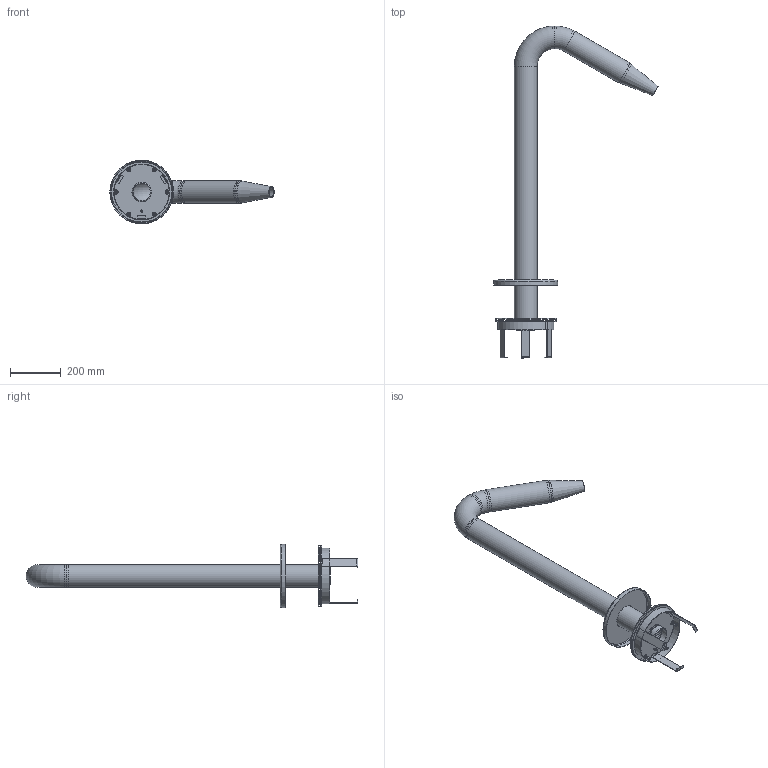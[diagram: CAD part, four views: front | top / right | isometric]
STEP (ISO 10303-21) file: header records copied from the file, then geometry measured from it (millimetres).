
FILE_DESCRIPTION (( 'STEP AP203' ), '1' );
FILE_NAME ('ÂÏ.12 - Âîäÿíàÿ ïóøêà.STEP', '2025-04-29T11:10:38', ( '' ), ( '' ), 'SwSTEP 2.0', 'SolidWorks 2022', '' );
FILE_SCHEMA (( 'CONFIG_CONTROL_DESIGN' ));
Length unit declared in the file: millimetre
Products named in the file (22): ВП.12 - Водяная пушка; Шайба 4 А2 DIN127; Заклепка-гайка с цилиндр. буртиком глухая М8; ВП.50.002.00.004 Ножка к закладной водопада; ВГ30.002.00.000СБ - Закладная; ВГ30.002.00.002 - Сгон G2 1_2; Переход концентрический 88,9х42,4х2; ВГ30.001.00.002 - Труба; Отвод 88,9х2; ВГ30.001.00.004 - Вставка; ВП.12.001.00.00СБ - Излив; Шайба 4,3 А2 DIN125; Болт M4x12 А2 DIN933; ВП.12.001.00.001 - Отвод 30гр.; ВП.12.001.00.002 - Труба; ВГ30.001.00.005 - Чашка; ВГ30.002.00.001 - Основание низ; Гайка M4 А2 DIN934; Винт M8 x 25 А2 DIN 7991; ВГ30.002.00.003 - Кант; ВГ30.001.00.001 - Основание верх; Кольцо 070-080-58-1-1 ГОСТ 18829-73
Assembly tree (37 placements, depth 3):
  ВП.12 - Водяная пушка
    ВП.12.001.00.00СБ - Излив
      ВГ30.001.00.001 - Основание верх
      ВГ30.001.00.002 - Труба
      Отвод 88,9х2
      ВП.12.001.00.001 - Отвод 30гр.
      ВГ30.001.00.005 - Чашка
      ВГ30.001.00.004 - Вставка  x4
      Переход концентрический 88,9х42,4х2
      ВП.12.001.00.002 - Труба
    ВГ30.002.00.000СБ - Закладная
      ВГ30.002.00.001 - Основание низ
      ВГ30.002.00.002 - Сгон G2 1_2
      Заклепка-гайка с цилиндр. буртиком глухая М8  x6
      ВГ30.002.00.003 - Кант
      ВП.50.002.00.004 Ножка к закладной водопада  x3
      Болт M4x12 А2 DIN933
    Кольцо 070-080-58-1-1 ГОСТ 18829-73
    Гайка M4 А2 DIN934
    Шайба 4 А2 DIN127
    Шайба 4,3 А2 DIN125  x2
    Винт M8 x 25 А2 DIN 7991  x6
Bounding box: 644.8 x 1302.55 x 250 mm (x, y, z)
Volume: 1402053.9 mm3; surface area: 1316268.3 mm2
Topology: 35 solids, 35 shells, 405 faces, 799 edges, 485 vertices
Faces by surface type: plane 235, cylinder 101, cone 42, torus 27
Full cylindrical faces by diameter (mm): 3.3 x1, 4 x1, 4.3 x2, 5.2 x6, 6.5 x6, 7.4 x6, 8 x6, 9 x8, 10.9 x6, 15.57 x6, 16 x12, 68.1 x1, 71.5 x1, 72 x1, 74 x2, 75.184 x1, 76.1 x1, 84.9 x2, 88.9 x3, 92 x1, 216 x1, 220 x1, 240 x2, 247 x1, 250 x1
Entity records: 7124 total; most frequent: CARTESIAN_POINT 844, DIRECTION 812, ORIENTED_EDGE 534, AXIS2_PLACEMENT_3D 357, EDGE_LOOP 294, EDGE_CURVE 267, FACE_OUTER_BOUND 224, PERSON_AND_ORGANIZATION 213
